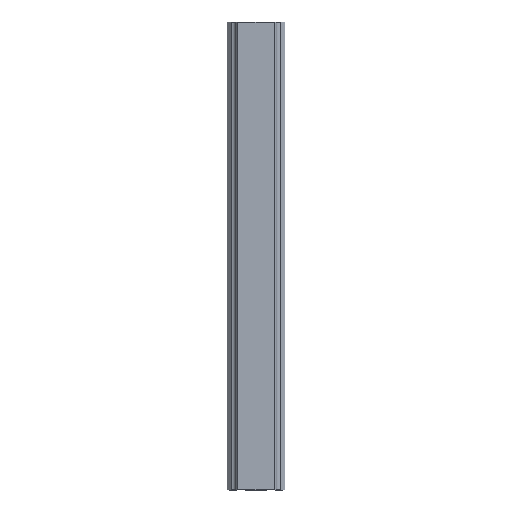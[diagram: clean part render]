
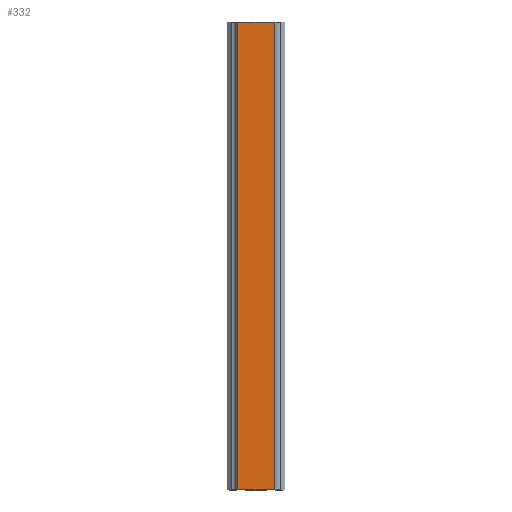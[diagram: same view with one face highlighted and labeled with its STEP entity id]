
A CAD part, top view. The second image highlights one B-rep face of the part: STEP entity #332.
In plain terms, the highlighted planar face has unit normal (0, 0, 1).
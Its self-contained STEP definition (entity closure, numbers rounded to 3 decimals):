
#332=ADVANCED_FACE('',(#681),#682,.T.);
#681=FACE_OUTER_BOUND('',#1036,.T.);
#682=PLANE('',#1037);
#1036=EDGE_LOOP('',(#2020,#2021,#2022,#2023));
#1037=AXIS2_PLACEMENT_3D('',#2024,#2025,#2026);
#2020=ORIENTED_EDGE('',*,*,#2470,.T.);
#2021=ORIENTED_EDGE('',*,*,#2536,.F.);
#2022=ORIENTED_EDGE('',*,*,#2351,.T.);
#2023=ORIENTED_EDGE('',*,*,#2534,.T.);
#2024=CARTESIAN_POINT('',(7.2,365.0,38.));
#2025=DIRECTION('',(0.0,0.0,1.0));
#2026=DIRECTION('',(-1.0,0.0,0.0));
#2351=EDGE_CURVE('',#2883,#2881,#2884,.T.);
#2470=EDGE_CURVE('',#3076,#3074,#3077,.T.);
#2534=EDGE_CURVE('',#2881,#3076,#3155,.T.);
#2536=EDGE_CURVE('',#2883,#3074,#3157,.T.);
#2881=VERTEX_POINT('',#3645);
#2883=VERTEX_POINT('',#3648);
#2884=LINE('',#3649,#3650);
#3074=VERTEX_POINT('',#3929);
#3076=VERTEX_POINT('',#3932);
#3077=LINE('',#3933,#3934);
#3155=LINE('',#4041,#4042);
#3157=LINE('',#4044,#4045);
#3645=CARTESIAN_POINT('',(-14.4,365.0,38.));
#3648=CARTESIAN_POINT('',(14.4,365.0,38.));
#3649=CARTESIAN_POINT('',(14.4,365.0,38.));
#3650=VECTOR('',#4264,1.0);
#3929=CARTESIAN_POINT('',(14.4,0.0,38.));
#3932=CARTESIAN_POINT('',(-14.4,0.0,38.));
#3933=CARTESIAN_POINT('',(0.0,0.0,38.));
#3934=VECTOR('',#4367,1.0);
#4041=CARTESIAN_POINT('',(-14.4,365.0,38.));
#4042=VECTOR('',#4427,1.0);
#4044=CARTESIAN_POINT('',(14.4,365.0,38.));
#4045=VECTOR('',#4428,1.0);
#4264=DIRECTION('',(-1.0,0.0,0.0));
#4367=DIRECTION('',(1.0,0.0,0.0));
#4427=DIRECTION('',(0.0,-1.0,0.0));
#4428=DIRECTION('',(0.0,-1.0,0.0));
